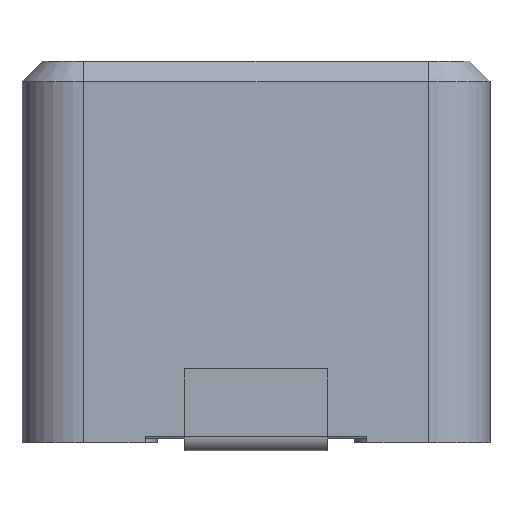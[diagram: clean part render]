
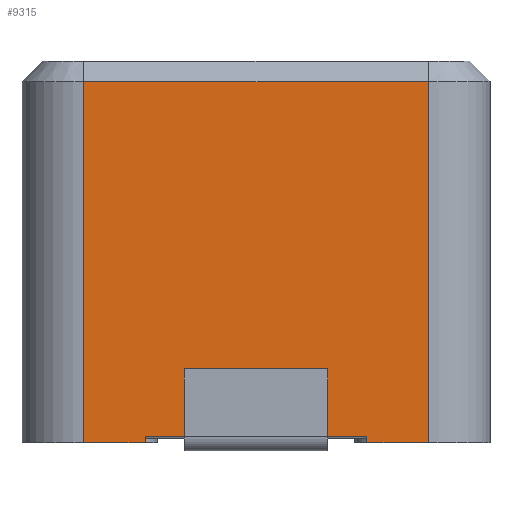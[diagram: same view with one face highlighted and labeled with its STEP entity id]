
A CAD part, left-side view. The second image highlights one B-rep face of the part: STEP entity #9315.
In plain terms, the highlighted planar face has unit normal (-1, 0, 0).
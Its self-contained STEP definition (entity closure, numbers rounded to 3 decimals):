
#167 = ORIENTED_EDGE ( 'NONE', *, *, #5279, .T. ) ;
#327 = VECTOR ( 'NONE', #9213, 1000. ) ;
#458 = PLANE ( 'NONE',  #10637 ) ;
#661 = DIRECTION ( 'NONE',  ( 1., 0., 0. ) ) ;
#707 = VERTEX_POINT ( 'NONE', #8890 ) ;
#1115 = DIRECTION ( 'NONE',  ( 0., -1., 0. ) ) ;
#1327 = VECTOR ( 'NONE', #6784, 1000. ) ;
#1417 = ORIENTED_EDGE ( 'NONE', *, *, #8965, .T. ) ;
#2331 = LINE ( 'NONE', #10154, #8557 ) ;
#2741 = DIRECTION ( 'NONE',  ( 0., 0., 1. ) ) ;
#2743 = ORIENTED_EDGE ( 'NONE', *, *, #10240, .T. ) ;
#2783 = EDGE_CURVE ( 'NONE', #7135, #11838, #3582, .T. ) ;
#3062 = LINE ( 'NONE', #8032, #5284 ) ;
#3101 = VERTEX_POINT ( 'NONE', #5568 ) ;
#3118 = CARTESIAN_POINT ( 'NONE',  ( -5.7, 5.7, 0. ) ) ;
#3236 = DIRECTION ( 'NONE',  ( 0., 0., 1. ) ) ;
#3295 = DIRECTION ( 'NONE',  ( 0., -1., 0. ) ) ;
#3469 = VERTEX_POINT ( 'NONE', #5449 ) ;
#3582 = LINE ( 'NONE', #8556, #7085 ) ;
#3827 = DIRECTION ( 'NONE',  ( 0., -1., 0. ) ) ;
#4070 = LINE ( 'NONE', #10992, #4868 ) ;
#4218 = LINE ( 'NONE', #4284, #327 ) ;
#4284 = CARTESIAN_POINT ( 'NONE',  ( -5.7, 4.2, 8.8 ) ) ;
#4390 = DIRECTION ( 'NONE',  ( 0., 1., 0. ) ) ;
#4618 = ORIENTED_EDGE ( 'NONE', *, *, #2783, .T. ) ;
#4868 = VECTOR ( 'NONE', #3295, 1000. ) ;
#5024 = EDGE_CURVE ( 'NONE', #3101, #3469, #8809, .T. ) ;
#5077 = EDGE_CURVE ( 'NONE', #3469, #6196, #11856, .T. ) ;
#5279 = EDGE_CURVE ( 'NONE', #6196, #707, #2331, .T. ) ;
#5284 = VECTOR ( 'NONE', #9849, 1000. ) ;
#5449 = CARTESIAN_POINT ( 'NONE',  ( -5.7, 4.2, 0. ) ) ;
#5568 = CARTESIAN_POINT ( 'NONE',  ( -5.7, 4.2, 8.8 ) ) ;
#5589 = CARTESIAN_POINT ( 'NONE',  ( -5.7, -4.2, 0. ) ) ;
#5950 = VERTEX_POINT ( 'NONE', #6425 ) ;
#6196 = VERTEX_POINT ( 'NONE', #10823 ) ;
#6425 = CARTESIAN_POINT ( 'NONE',  ( -5.7, -2.7, 0. ) ) ;
#6474 = CARTESIAN_POINT ( 'NONE',  ( -5.7, -2.7, 0.15 ) ) ;
#6784 = DIRECTION ( 'NONE',  ( 0., 0., -1. ) ) ;
#7073 = ORIENTED_EDGE ( 'NONE', *, *, #11803, .T. ) ;
#7085 = VECTOR ( 'NONE', #2741, 1000. ) ;
#7118 = CARTESIAN_POINT ( 'NONE',  ( -5.7, -4.2, 8.8 ) ) ;
#7135 = VERTEX_POINT ( 'NONE', #5589 ) ;
#7434 = VERTEX_POINT ( 'NONE', #6474 ) ;
#7571 = FACE_OUTER_BOUND ( 'NONE', #10962, .T. ) ;
#7815 = ORIENTED_EDGE ( 'NONE', *, *, #5024, .T. ) ;
#8032 = CARTESIAN_POINT ( 'NONE',  ( -5.7, -2.7, 9.3 ) ) ;
#8537 = CARTESIAN_POINT ( 'NONE',  ( -5.7, 5.7, 9.3 ) ) ;
#8556 = CARTESIAN_POINT ( 'NONE',  ( -5.7, -4.2, 9.3 ) ) ;
#8557 = VECTOR ( 'NONE', #3236, 1000. ) ;
#8809 = LINE ( 'NONE', #11791, #1327 ) ;
#8890 = CARTESIAN_POINT ( 'NONE',  ( -5.7, 2.7, 0.15 ) ) ;
#8965 = EDGE_CURVE ( 'NONE', #11838, #3101, #4218, .T. ) ;
#9213 = DIRECTION ( 'NONE',  ( 0., 1., 0. ) ) ;
#9315 = ADVANCED_FACE ( 'NONE', ( #7571 ), #458, .F. ) ;
#9849 = DIRECTION ( 'NONE',  ( 0., 0., -1. ) ) ;
#9974 = LINE ( 'NONE', #3118, #12700 ) ;
#10154 = CARTESIAN_POINT ( 'NONE',  ( -5.7, 2.7, 9.3 ) ) ;
#10240 = EDGE_CURVE ( 'NONE', #5950, #7135, #9974, .T. ) ;
#10622 = VECTOR ( 'NONE', #3827, 1000. ) ;
#10637 = AXIS2_PLACEMENT_3D ( 'NONE', #8537, #661, #4390 ) ;
#10809 = CARTESIAN_POINT ( 'NONE',  ( -5.7, 5.7, 0. ) ) ;
#10823 = CARTESIAN_POINT ( 'NONE',  ( -5.7, 2.7, 0. ) ) ;
#10957 = ORIENTED_EDGE ( 'NONE', *, *, #5077, .T. ) ;
#10962 = EDGE_LOOP ( 'NONE', ( #12217, #7073, #2743, #4618, #1417, #7815, #10957, #167 ) ) ;
#10992 = CARTESIAN_POINT ( 'NONE',  ( -5.7, 5.7, 0.15 ) ) ;
#11791 = CARTESIAN_POINT ( 'NONE',  ( -5.7, 4.2, 9.3 ) ) ;
#11803 = EDGE_CURVE ( 'NONE', #7434, #5950, #3062, .T. ) ;
#11838 = VERTEX_POINT ( 'NONE', #7118 ) ;
#11856 = LINE ( 'NONE', #10809, #10622 ) ;
#12217 = ORIENTED_EDGE ( 'NONE', *, *, #12283, .T. ) ;
#12283 = EDGE_CURVE ( 'NONE', #707, #7434, #4070, .T. ) ;
#12700 = VECTOR ( 'NONE', #1115, 1000. ) ;
